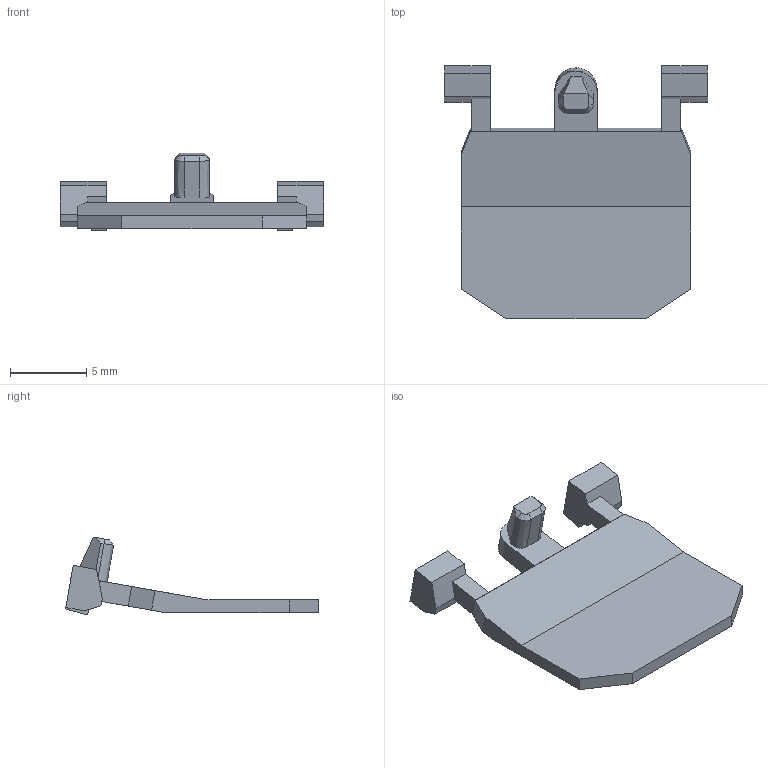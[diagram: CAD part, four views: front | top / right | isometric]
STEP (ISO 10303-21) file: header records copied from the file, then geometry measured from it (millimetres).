
FILE_DESCRIPTION(/* description */ (''),/* implementation_level */ '2;1');
FILE_NAME(/* name */ 'model f flipper v15.step',/* time_stamp */ '2020-07-28T14:54:16-04:00',/* author */ (''),/* organization */ (''),/* preprocessor_version */ 'ST-DEVELOPER v18.1',/* originating_system */ 'Autodesk Translation Framework v9.3.0.1241',/* authorisation */ '');
FILE_SCHEMA (('AUTOMOTIVE_DESIGN { 1 0 10303 214 3 1 1 }'));
Length unit declared in the file: millimetre
Products named in the file (1): model f flipper
Bounding box: 17.2 x 16.56 x 5.09 mm (x, y, z)
Volume: 239.2 mm3; surface area: 550.1 mm2
Topology: 1 solids, 1 shells, 61 faces, 168 edges, 110 vertices
Faces by surface type: plane 55, bspline 6
Entity records: 2096 total; most frequent: CARTESIAN_POINT 561, ORIENTED_EDGE 336, DIRECTION 263, EDGE_CURVE 168, LINE 151, VECTOR 151, VERTEX_POINT 110, EDGE_LOOP 62
